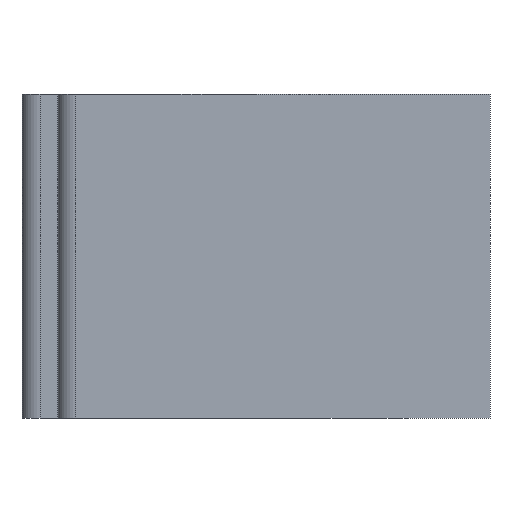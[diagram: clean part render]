
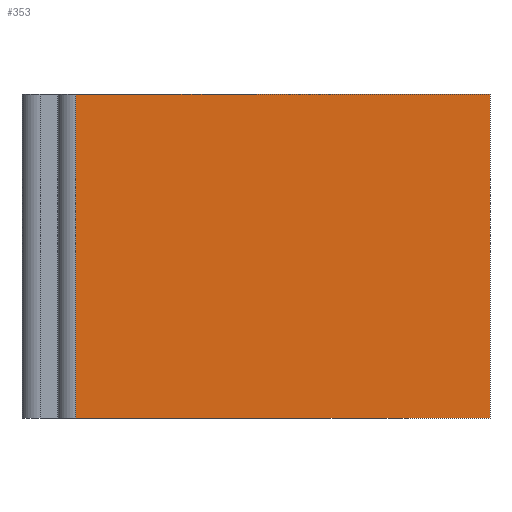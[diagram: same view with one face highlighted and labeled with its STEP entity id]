
A CAD part, left-side view. The second image highlights one B-rep face of the part: STEP entity #353.
In plain terms, the highlighted planar face has unit normal (-1, 0, 0).
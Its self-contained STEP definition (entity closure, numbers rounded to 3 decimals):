
#26=PLANE('',#408);
#44=FACE_OUTER_BOUND('',#65,.T.);
#65=EDGE_LOOP('',(#307,#308,#309,#310));
#78=LINE('',#552,#110);
#83=LINE('',#564,#115);
#98=LINE('',#611,#130);
#99=LINE('',#612,#131);
#110=VECTOR('',#446,10.);
#115=VECTOR('',#457,10.);
#130=VECTOR('',#508,10.);
#131=VECTOR('',#509,10.);
#163=VERTEX_POINT('',#549);
#164=VERTEX_POINT('',#551);
#168=VERTEX_POINT('',#563);
#182=VERTEX_POINT('',#610);
#199=EDGE_CURVE('',#163,#164,#78,.T.);
#205=EDGE_CURVE('',#164,#168,#83,.T.);
#229=EDGE_CURVE('',#182,#163,#98,.T.);
#230=EDGE_CURVE('',#168,#182,#99,.T.);
#307=ORIENTED_EDGE('',*,*,#199,.F.);
#308=ORIENTED_EDGE('',*,*,#229,.F.);
#309=ORIENTED_EDGE('',*,*,#230,.F.);
#310=ORIENTED_EDGE('',*,*,#205,.F.);
#353=ADVANCED_FACE('',(#44),#26,.T.);
#408=AXIS2_PLACEMENT_3D('',#609,#506,#507);
#446=DIRECTION('',(0.,0.,1.));
#457=DIRECTION('',(0.,-1.,0.));
#506=DIRECTION('center_axis',(-1.,0.,0.));
#507=DIRECTION('ref_axis',(0.,1.,0.));
#508=DIRECTION('',(0.,1.,0.));
#509=DIRECTION('',(0.,0.,-1.));
#549=CARTESIAN_POINT('',(0.,23.,-18.));
#551=CARTESIAN_POINT('',(0.,23.,0.));
#552=CARTESIAN_POINT('',(0.,23.,0.));
#563=CARTESIAN_POINT('',(0.,0.,0.));
#564=CARTESIAN_POINT('',(0.,24.,0.));
#609=CARTESIAN_POINT('Origin',(0.,0.,0.));
#610=CARTESIAN_POINT('',(0.,0.,-18.));
#611=CARTESIAN_POINT('',(0.,24.,-18.));
#612=CARTESIAN_POINT('',(0.,0.,0.));
